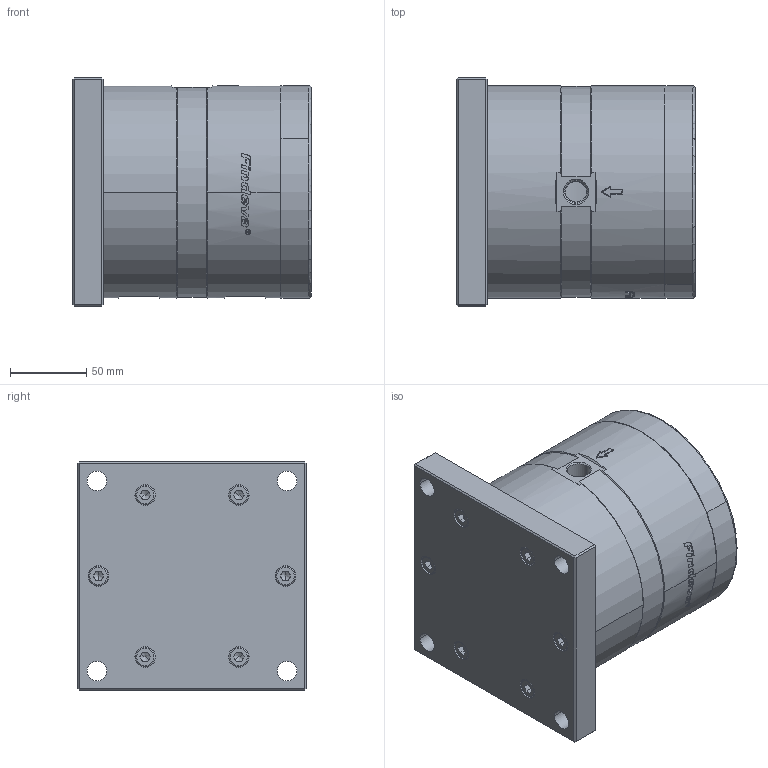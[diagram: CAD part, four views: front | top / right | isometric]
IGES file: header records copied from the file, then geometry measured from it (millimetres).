
Global section: file name: No Iges File Name specified; native system: Autodesk Inventor 2011; preprocessor: AutoDesk Inventor Iges Exporter R2011; author: Petr; date: 20120402.231809; units: millimetre
Bounding box: 157 x 150 x 150 mm (x, y, z)
Volume: 2529938.5 mm3; surface area: 132838 mm2
Topology: 1 solids, 19 shells, 535 faces, 1351 edges, 882 vertices
Faces by surface type: plane 213, bspline 168, cylinder 79, revolution 31, torus 30, cone 14
